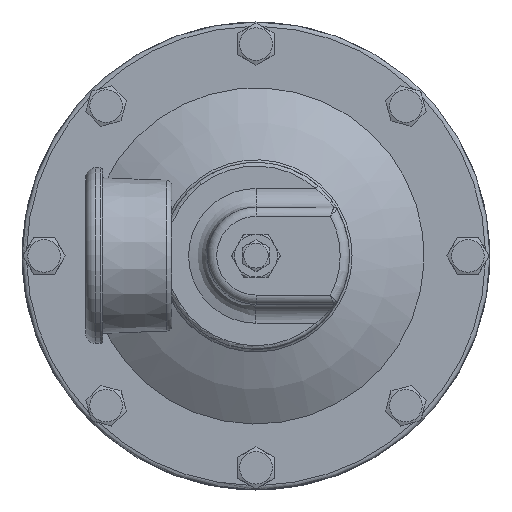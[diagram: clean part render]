
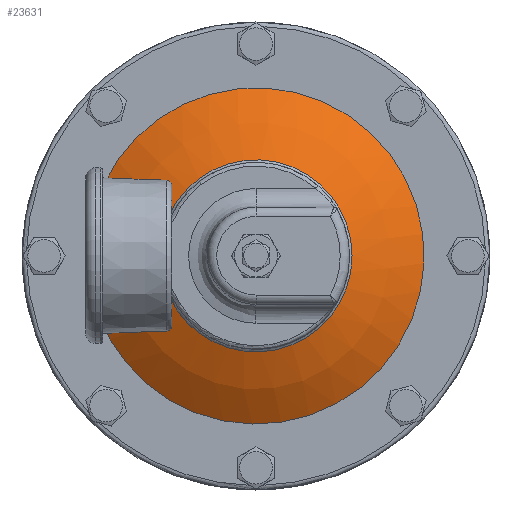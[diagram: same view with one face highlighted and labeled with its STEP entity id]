
A CAD part, top view. The second image highlights one B-rep face of the part: STEP entity #23631.
In plain terms, the highlighted spherical face has radius 97.028 mm.
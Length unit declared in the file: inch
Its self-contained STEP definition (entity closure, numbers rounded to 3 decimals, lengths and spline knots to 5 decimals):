
#8965=CARTESIAN_POINT('',(0.44094,-26.15533,2.55823));
#8966=VERTEX_POINT('',#8965);
#8967=CARTESIAN_POINT('',(2.6869,-26.15533,2.55823));
#8968=DIRECTION('',(0.0,0.0,-1.0));
#8969=DIRECTION('',(1.0,0.0,0.0));
#8970=AXIS2_PLACEMENT_3D('',#8967,#8968,#8969);
#8971=CIRCLE('',#8970,2.24595);
#8972=EDGE_CURVE('',#8966,#8966,#8971,.T.);
#23552=CARTESIAN_POINT('',(2.6869,-26.15533,-0.53177));
#23553=DIRECTION('',(0.0,0.0,1.0));
#23554=DIRECTION('',(1.0,0.0,0.0));
#23555=AXIS2_PLACEMENT_3D('',#23552,#23553,#23554);
#23556=SPHERICAL_SURFACE('',#23555,3.82);
#23557=ORIENTED_EDGE('',*,*,#8972,.F.);
#23558=EDGE_LOOP('',(#23557));
#23559=FACE_OUTER_BOUND('',#23558,.T.);
#23560=CARTESIAN_POINT('',(1.4074,-25.65107,3.03208));
#23561=VERTEX_POINT('',#23560);
#23562=CARTESIAN_POINT('',(0.66338,-26.15533,2.70826));
#23563=VERTEX_POINT('',#23562);
#23564=CARTESIAN_POINT('',(1.4074,-25.65107,3.03208));
#23565=CARTESIAN_POINT('',(1.37543,-25.63832,3.0188));
#23566=CARTESIAN_POINT('',(1.34224,-25.62864,3.00494));
#23567=CARTESIAN_POINT('',(1.30873,-25.6222,2.99085));
#23568=CARTESIAN_POINT('',(1.27071,-25.61489,2.97487));
#23569=CARTESIAN_POINT('',(1.23244,-25.61171,2.95867));
#23570=CARTESIAN_POINT('',(1.19394,-25.61258,2.94226));
#23571=CARTESIAN_POINT('',(1.13495,-25.61392,2.91712));
#23572=CARTESIAN_POINT('',(1.07606,-25.62499,2.89174));
#23573=CARTESIAN_POINT('',(1.02056,-25.64519,2.86757));
#23574=CARTESIAN_POINT('',(0.93718,-25.67555,2.83125));
#23575=CARTESIAN_POINT('',(0.85992,-25.72714,2.79698));
#23576=CARTESIAN_POINT('',(0.79875,-25.79665,2.76954));
#23577=CARTESIAN_POINT('',(0.71432,-25.89257,2.73168));
#23578=CARTESIAN_POINT('',(0.66338,-26.02328,2.70826));
#23579=CARTESIAN_POINT('',(0.66338,-26.15533,2.70826));
#23580=B_SPLINE_CURVE_WITH_KNOTS('',3,(#23564,#23565,#23566,#23567,#23568,#23569,#23570,#23571,#23572,#23573,#23574,#23575,#23576,#23577,#23578,#23579),.UNSPECIFIED.,.F.,.U.,(4,3,3,3,3,4),(0.12494,0.23629,0.36265,0.55624,0.84711,1.24854),.UNSPECIFIED.);
#23581=EDGE_CURVE('',#23561,#23563,#23580,.T.);
#23582=ORIENTED_EDGE('',*,*,#23581,.F.);
#23583=CARTESIAN_POINT('',(1.51973,-25.6221,3.06626));
#23584=VERTEX_POINT('',#23583);
#23585=CARTESIAN_POINT('',(2.48514,-25.3731,-0.53177));
#23586=DIRECTION('',(0.25,-0.968,0.0));
#23587=DIRECTION('',(-0.276,-0.071,0.959));
#23588=AXIS2_PLACEMENT_3D('',#23585,#23586,#23587);
#23589=CIRCLE('',#23588,3.73361);
#23590=EDGE_CURVE('',#23584,#23561,#23589,.T.);
#23591=ORIENTED_EDGE('',*,*,#23590,.F.);
#23592=CARTESIAN_POINT('',(1.51973,-26.68857,3.06626));
#23593=VERTEX_POINT('',#23592);
#23594=CARTESIAN_POINT('',(2.6869,-26.15533,3.06626));
#23595=DIRECTION('',(0.0,0.0,1.));
#23596=DIRECTION('',(0.203,0.979,0.0));
#23597=AXIS2_PLACEMENT_3D('',#23594,#23595,#23596);
#23598=CIRCLE('',#23597,1.2832);
#23599=EDGE_CURVE('',#23593,#23584,#23598,.T.);
#23600=ORIENTED_EDGE('',*,*,#23599,.F.);
#23601=CARTESIAN_POINT('',(1.4074,-26.6596,3.03208));
#23602=VERTEX_POINT('',#23601);
#23603=CARTESIAN_POINT('',(2.48514,-26.93757,-0.53177));
#23604=DIRECTION('',(0.25,0.968,0.0));
#23605=DIRECTION('',(-0.276,0.071,0.959));
#23606=AXIS2_PLACEMENT_3D('',#23603,#23604,#23605);
#23607=CIRCLE('',#23606,3.73361);
#23608=EDGE_CURVE('',#23602,#23593,#23607,.T.);
#23609=ORIENTED_EDGE('',*,*,#23608,.F.);
#23610=CARTESIAN_POINT('',(0.66338,-26.15533,2.70826));
#23611=CARTESIAN_POINT('',(0.66338,-26.28739,2.70826));
#23612=CARTESIAN_POINT('',(0.71432,-26.4181,2.73168));
#23613=CARTESIAN_POINT('',(0.79875,-26.51402,2.76954));
#23614=CARTESIAN_POINT('',(0.85992,-26.58353,2.79698));
#23615=CARTESIAN_POINT('',(0.93718,-26.63512,2.83125));
#23616=CARTESIAN_POINT('',(1.02056,-26.66548,2.86757));
#23617=CARTESIAN_POINT('',(1.07606,-26.68568,2.89174));
#23618=CARTESIAN_POINT('',(1.13495,-26.69675,2.91712));
#23619=CARTESIAN_POINT('',(1.19394,-26.69809,2.94226));
#23620=CARTESIAN_POINT('',(1.23244,-26.69896,2.95867));
#23621=CARTESIAN_POINT('',(1.27071,-26.69578,2.97487));
#23622=CARTESIAN_POINT('',(1.30873,-26.68847,2.99085));
#23623=CARTESIAN_POINT('',(1.34224,-26.68203,3.00494));
#23624=CARTESIAN_POINT('',(1.37543,-26.67235,3.0188));
#23625=CARTESIAN_POINT('',(1.4074,-26.6596,3.03208));
#23626=B_SPLINE_CURVE_WITH_KNOTS('',3,(#23610,#23611,#23612,#23613,#23614,#23615,#23616,#23617,#23618,#23619,#23620,#23621,#23622,#23623,#23624,#23625),.UNSPECIFIED.,.F.,.U.,(4,3,3,3,3,4),(-1.89672,-1.4953,-1.20442,-1.01083,-0.88448,-0.77313),.UNSPECIFIED.);
#23627=EDGE_CURVE('',#23563,#23602,#23626,.T.);
#23628=ORIENTED_EDGE('',*,*,#23627,.F.);
#23629=EDGE_LOOP('',(#23582,#23591,#23600,#23609,#23628));
#23630=FACE_BOUND('',#23629,.T.);
#23631=ADVANCED_FACE('',(#23559,#23630),#23556,.T.);
